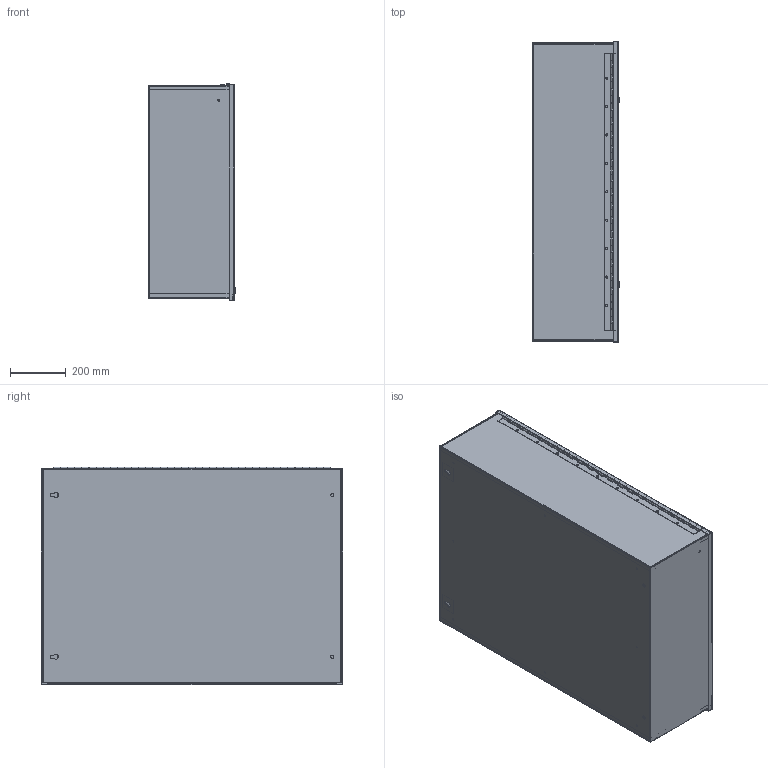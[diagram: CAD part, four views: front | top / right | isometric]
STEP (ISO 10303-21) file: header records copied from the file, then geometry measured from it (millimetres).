
FILE_DESCRIPTION (( 'STEP AP214' ), '1' );
FILE_NAME ('N1A423012.STEP', '2019-07-16T19:18:11', ( '' ), ( '' ), 'SwSTEP 2.0', 'SolidWorks 2018', '' );
FILE_SCHEMA (( 'AUTOMOTIVE_DESIGN' ));
Length unit declared in the file: inch
Products named in the file (1): N1A423012
Bounding box: 313.49 x 1077.72 x 778.97 mm (x, y, z)
Volume: 8935662.4 mm3; surface area: 7494951.9 mm2
Topology: 31 solids, 31 shells, 951 faces, 2431 edges, 1572 vertices
Faces by surface type: plane 503, cylinder 380, bspline 48, cone 20
Entity records: 42346 total; most frequent: CARTESIAN_POINT 5915, DIRECTION 4991, ORIENTED_EDGE 4862, EDGE_CURVE 2431, AXIS2_PLACEMENT_3D 1736, VERTEX_POINT 1572, VECTOR 1519, LINE 1519
